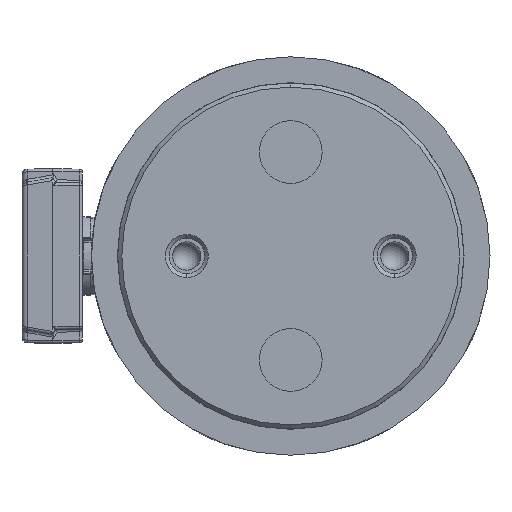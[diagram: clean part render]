
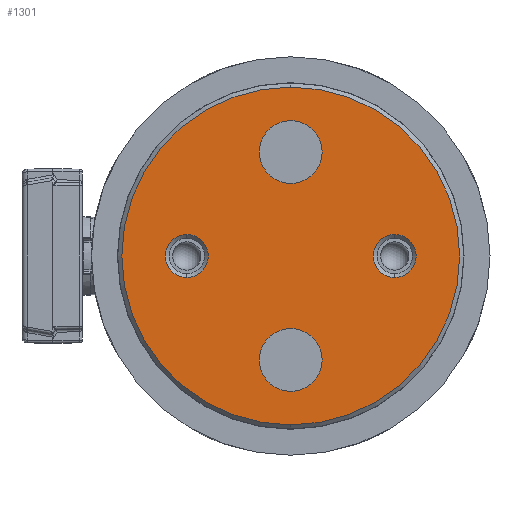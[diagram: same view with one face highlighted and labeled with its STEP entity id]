
A CAD part, left-side view. The second image highlights one B-rep face of the part: STEP entity #1301.
In plain terms, the highlighted planar face has unit normal (-1, 0, 0).
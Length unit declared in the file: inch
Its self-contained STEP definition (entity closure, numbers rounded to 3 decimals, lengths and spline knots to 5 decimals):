
#1210 = DIRECTION ( 'NONE',  ( 0., 0., 1. ) ) ;
#1301 = ADVANCED_FACE ( 'NONE', ( #124535, #61814, #30464, #93202, #120783 ), #33328, .T. ) ;
#4868 = CARTESIAN_POINT ( 'NONE',  ( -0.312, 0., -1.2185 ) ) ;
#6170 = EDGE_CURVE ( 'NONE', #31928, #128407, #21780, .T. ) ;
#6465 = ORIENTED_EDGE ( 'NONE', *, *, #70985, .T. ) ;
#8953 = VERTEX_POINT ( 'NONE', #98066 ) ;
#10247 = DIRECTION ( 'NONE',  ( 0., 0., 1. ) ) ;
#11718 = DIRECTION ( 'NONE',  ( 0., 0., 1. ) ) ;
#12736 = EDGE_CURVE ( 'NONE', #102274, #39958, #123691, .T. ) ;
#17847 = ORIENTED_EDGE ( 'NONE', *, *, #12736, .T. ) ;
#21780 = CIRCLE ( 'NONE', #81215, 0.155 ) ;
#24776 = CARTESIAN_POINT ( 'NONE',  ( -0.312, 0., -0.75 ) ) ;
#30464 = FACE_OUTER_BOUND ( 'NONE', #34313, .T. ) ;
#30759 = EDGE_CURVE ( 'NONE', #32128, #127287, #151519, .T. ) ;
#31151 = EDGE_CURVE ( 'NONE', #39958, #102274, #151232, .T. ) ;
#31248 = ORIENTED_EDGE ( 'NONE', *, *, #31151, .T. ) ;
#31928 = VERTEX_POINT ( 'NONE', #111089 ) ;
#32128 = VERTEX_POINT ( 'NONE', #127536 ) ;
#33328 = PLANE ( 'NONE',  #126690 ) ;
#34313 = EDGE_LOOP ( 'NONE', ( #31248, #17847 ) ) ;
#35704 = EDGE_LOOP ( 'NONE', ( #6465, #82136 ) ) ;
#36690 = DIRECTION ( 'NONE',  ( 0., 0., 1. ) ) ;
#37000 = EDGE_CURVE ( 'NONE', #75661, #127281, #146444, .T. ) ;
#39881 = CARTESIAN_POINT ( 'NONE',  ( -0.312, 0.75, 0.155 ) ) ;
#39958 = VERTEX_POINT ( 'NONE', #4868 ) ;
#42824 = DIRECTION ( 'NONE',  ( -1., 0., 0. ) ) ;
#42877 = CIRCLE ( 'NONE', #56944, 0.155 ) ;
#43182 = EDGE_CURVE ( 'NONE', #127281, #75661, #137960, .T. ) ;
#45212 = ORIENTED_EDGE ( 'NONE', *, *, #115191, .F. ) ;
#46523 = CIRCLE ( 'NONE', #49752, 0.2265 ) ;
#49683 = AXIS2_PLACEMENT_3D ( 'NONE', #113432, #42824, #125273 ) ;
#49752 = AXIS2_PLACEMENT_3D ( 'NONE', #140020, #69441, #151902 ) ;
#51132 = DIRECTION ( 'NONE',  ( -1., 0., 0. ) ) ;
#52655 = CIRCLE ( 'NONE', #149434, 0.155 ) ;
#52830 = CARTESIAN_POINT ( 'NONE',  ( -0.312, -0.75, 0.155 ) ) ;
#56944 = AXIS2_PLACEMENT_3D ( 'NONE', #152943, #82311, #11718 ) ;
#58255 = ORIENTED_EDGE ( 'NONE', *, *, #139131, .F. ) ;
#61784 = EDGE_CURVE ( 'NONE', #128407, #31928, #42877, .T. ) ;
#61814 = FACE_BOUND ( 'NONE', #80309, .T. ) ;
#63032 = CARTESIAN_POINT ( 'NONE',  ( -0.312, 0., -0.9765 ) ) ;
#64553 = DIRECTION ( 'NONE',  ( -1., 0., 0. ) ) ;
#67918 = DIRECTION ( 'NONE',  ( 1., 0., 0. ) ) ;
#68065 = DIRECTION ( 'NONE',  ( 1., 0., 0. ) ) ;
#68876 = VERTEX_POINT ( 'NONE', #143679 ) ;
#69441 = DIRECTION ( 'NONE',  ( -1., 0., 0. ) ) ;
#70985 = EDGE_CURVE ( 'NONE', #127287, #32128, #52655, .T. ) ;
#71695 = DIRECTION ( 'NONE',  ( 1., 0., 0. ) ) ;
#73926 = CARTESIAN_POINT ( 'NONE',  ( -0.312, 0., 0. ) ) ;
#74833 = CIRCLE ( 'NONE', #115033, 0.2265 ) ;
#75661 = VERTEX_POINT ( 'NONE', #77831 ) ;
#77831 = CARTESIAN_POINT ( 'NONE',  ( -0.312, 0., -0.5235 ) ) ;
#79179 = ORIENTED_EDGE ( 'NONE', *, *, #61784, .T. ) ;
#80309 = EDGE_LOOP ( 'NONE', ( #58255, #45212 ) ) ;
#80792 = DIRECTION ( 'NONE',  ( -1., 0., 0. ) ) ;
#81215 = AXIS2_PLACEMENT_3D ( 'NONE', #138676, #68065, #150524 ) ;
#82136 = ORIENTED_EDGE ( 'NONE', *, *, #30759, .T. ) ;
#82311 = DIRECTION ( 'NONE',  ( 1., 0., 0. ) ) ;
#85771 = DIRECTION ( 'NONE',  ( -1., 0., 0. ) ) ;
#93202 = FACE_BOUND ( 'NONE', #106894, .T. ) ;
#97715 = DIRECTION ( 'NONE',  ( 0., 0., 1. ) ) ;
#98066 = CARTESIAN_POINT ( 'NONE',  ( -0.312, 0., 0.5235 ) ) ;
#102274 = VERTEX_POINT ( 'NONE', #127962 ) ;
#106551 = ORIENTED_EDGE ( 'NONE', *, *, #6170, .T. ) ;
#106894 = EDGE_LOOP ( 'NONE', ( #79179, #106551 ) ) ;
#107288 = DIRECTION ( 'NONE',  ( -1., 0., 0. ) ) ;
#111089 = CARTESIAN_POINT ( 'NONE',  ( -0.312, -0.75, -0.155 ) ) ;
#111568 = AXIS2_PLACEMENT_3D ( 'NONE', #142301, #71695, #1210 ) ;
#113432 = CARTESIAN_POINT ( 'NONE',  ( -0.312, 0., -0.75 ) ) ;
#114300 = EDGE_LOOP ( 'NONE', ( #129640, #148237 ) ) ;
#115033 = AXIS2_PLACEMENT_3D ( 'NONE', #135161, #64553, #146960 ) ;
#115191 = EDGE_CURVE ( 'NONE', #8953, #68876, #74833, .T. ) ;
#118762 = AXIS2_PLACEMENT_3D ( 'NONE', #121731, #51132, #133572 ) ;
#120783 = FACE_BOUND ( 'NONE', #35704, .T. ) ;
#121731 = CARTESIAN_POINT ( 'NONE',  ( -0.312, 0., 0. ) ) ;
#123691 = CIRCLE ( 'NONE', #118762, 1.2185 ) ;
#124535 = FACE_BOUND ( 'NONE', #114300, .T. ) ;
#125273 = DIRECTION ( 'NONE',  ( 0., 0., 1. ) ) ;
#126690 = AXIS2_PLACEMENT_3D ( 'NONE', #73926, #85771, #97715 ) ;
#127281 = VERTEX_POINT ( 'NONE', #63032 ) ;
#127287 = VERTEX_POINT ( 'NONE', #39881 ) ;
#127536 = CARTESIAN_POINT ( 'NONE',  ( -0.312, 0.75, -0.155 ) ) ;
#127962 = CARTESIAN_POINT ( 'NONE',  ( -0.312, 0., 1.2185 ) ) ;
#128407 = VERTEX_POINT ( 'NONE', #52830 ) ;
#129640 = ORIENTED_EDGE ( 'NONE', *, *, #37000, .F. ) ;
#133572 = DIRECTION ( 'NONE',  ( 0., 0., 1. ) ) ;
#135161 = CARTESIAN_POINT ( 'NONE',  ( -0.312, 0., 0.75 ) ) ;
#135706 = AXIS2_PLACEMENT_3D ( 'NONE', #24776, #107288, #36690 ) ;
#136409 = AXIS2_PLACEMENT_3D ( 'NONE', #151418, #80792, #10247 ) ;
#137960 = CIRCLE ( 'NONE', #135706, 0.2265 ) ;
#138520 = CARTESIAN_POINT ( 'NONE',  ( -0.312, 0.75, 0. ) ) ;
#138676 = CARTESIAN_POINT ( 'NONE',  ( -0.312, -0.75, 0. ) ) ;
#139131 = EDGE_CURVE ( 'NONE', #68876, #8953, #46523, .T. ) ;
#140020 = CARTESIAN_POINT ( 'NONE',  ( -0.312, 0., 0.75 ) ) ;
#142301 = CARTESIAN_POINT ( 'NONE',  ( -0.312, 0.75, 0. ) ) ;
#143679 = CARTESIAN_POINT ( 'NONE',  ( -0.312, 0., 0.9765 ) ) ;
#146444 = CIRCLE ( 'NONE', #49683, 0.2265 ) ;
#146960 = DIRECTION ( 'NONE',  ( 0., 0., 1. ) ) ;
#148237 = ORIENTED_EDGE ( 'NONE', *, *, #43182, .F. ) ;
#149434 = AXIS2_PLACEMENT_3D ( 'NONE', #138520, #67918, #150379 ) ;
#150379 = DIRECTION ( 'NONE',  ( 0., 0., 1. ) ) ;
#150524 = DIRECTION ( 'NONE',  ( 0., 0., 1. ) ) ;
#151232 = CIRCLE ( 'NONE', #136409, 1.2185 ) ;
#151418 = CARTESIAN_POINT ( 'NONE',  ( -0.312, 0., 0. ) ) ;
#151519 = CIRCLE ( 'NONE', #111568, 0.155 ) ;
#151902 = DIRECTION ( 'NONE',  ( 0., 0., 1. ) ) ;
#152943 = CARTESIAN_POINT ( 'NONE',  ( -0.312, -0.75, 0. ) ) ;
